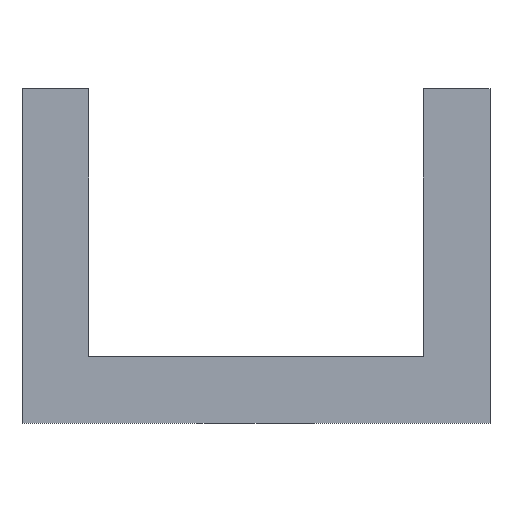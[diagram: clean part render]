
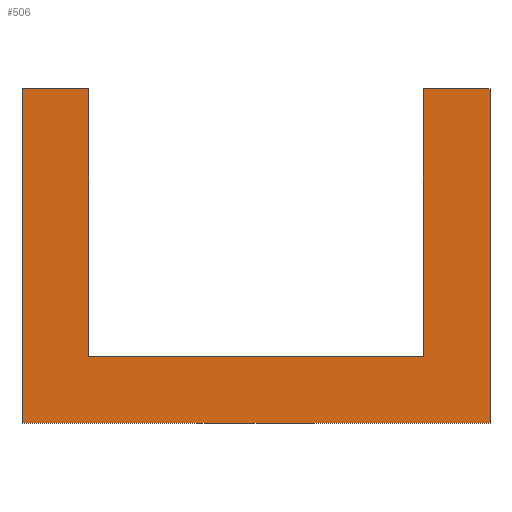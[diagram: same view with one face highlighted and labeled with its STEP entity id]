
A CAD part, front view. The second image highlights one B-rep face of the part: STEP entity #506.
In plain terms, the highlighted planar face has unit normal (0, -1, 0).
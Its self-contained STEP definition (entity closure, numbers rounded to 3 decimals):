
#31=PLANE('',#553);
#58=FACE_OUTER_BOUND('',#86,.T.);
#86=EDGE_LOOP('',(#410,#411,#412,#413,#414,#415,#416,#417));
#132=LINE('',#768,#195);
#136=LINE('',#777,#199);
#140=LINE('',#785,#203);
#141=LINE('',#787,#204);
#142=LINE('',#788,#205);
#143=LINE('',#790,#206);
#144=LINE('',#792,#207);
#145=LINE('',#793,#208);
#195=VECTOR('',#632,10.);
#199=VECTOR('',#638,10.);
#203=VECTOR('',#644,10.);
#204=VECTOR('',#645,10.);
#205=VECTOR('',#646,10.);
#206=VECTOR('',#647,10.);
#207=VECTOR('',#648,10.);
#208=VECTOR('',#649,10.);
#259=VERTEX_POINT('',#766);
#260=VERTEX_POINT('',#767);
#263=VERTEX_POINT('',#775);
#264=VERTEX_POINT('',#776);
#267=VERTEX_POINT('',#784);
#268=VERTEX_POINT('',#786);
#269=VERTEX_POINT('',#789);
#270=VERTEX_POINT('',#791);
#316=EDGE_CURVE('',#259,#260,#132,.T.);
#320=EDGE_CURVE('',#263,#264,#136,.T.);
#324=EDGE_CURVE('',#259,#267,#140,.T.);
#325=EDGE_CURVE('',#268,#267,#141,.T.);
#326=EDGE_CURVE('',#264,#268,#142,.T.);
#327=EDGE_CURVE('',#263,#269,#143,.T.);
#328=EDGE_CURVE('',#270,#269,#144,.T.);
#329=EDGE_CURVE('',#260,#270,#145,.T.);
#410=ORIENTED_EDGE('',*,*,#316,.F.);
#411=ORIENTED_EDGE('',*,*,#324,.T.);
#412=ORIENTED_EDGE('',*,*,#325,.F.);
#413=ORIENTED_EDGE('',*,*,#326,.F.);
#414=ORIENTED_EDGE('',*,*,#320,.F.);
#415=ORIENTED_EDGE('',*,*,#327,.T.);
#416=ORIENTED_EDGE('',*,*,#328,.F.);
#417=ORIENTED_EDGE('',*,*,#329,.F.);
#506=ADVANCED_FACE('',(#58),#31,.T.);
#553=AXIS2_PLACEMENT_3D('',#783,#642,#643);
#632=DIRECTION('',(-1.,0.,0.));
#638=DIRECTION('',(1.,0.,0.));
#642=DIRECTION('center_axis',(0.,-1.,0.));
#643=DIRECTION('ref_axis',(1.,0.,0.));
#644=DIRECTION('',(0.,0.,1.));
#645=DIRECTION('',(1.,0.,0.));
#646=DIRECTION('',(0.,0.,1.));
#647=DIRECTION('',(0.,0.,1.));
#648=DIRECTION('',(1.,0.,0.));
#649=DIRECTION('',(0.,0.,1.));
#766=CARTESIAN_POINT('',(70.,-10.,0.));
#767=CARTESIAN_POINT('',(-70.,-10.,0.));
#768=CARTESIAN_POINT('',(50.,-10.,0.));
#775=CARTESIAN_POINT('',(-50.,-10.,20.));
#776=CARTESIAN_POINT('',(50.,-10.,20.));
#777=CARTESIAN_POINT('',(50.,-10.,20.));
#783=CARTESIAN_POINT('Origin',(-50.,-10.,0.));
#784=CARTESIAN_POINT('',(70.,-10.,100.));
#785=CARTESIAN_POINT('',(70.,-10.,0.));
#786=CARTESIAN_POINT('',(50.,-10.,100.));
#787=CARTESIAN_POINT('',(70.,-10.,100.));
#788=CARTESIAN_POINT('',(50.,-10.,0.));
#789=CARTESIAN_POINT('',(-50.,-10.,100.));
#790=CARTESIAN_POINT('',(-50.,-10.,0.));
#791=CARTESIAN_POINT('',(-70.,-10.,100.));
#792=CARTESIAN_POINT('',(-50.,-10.,100.));
#793=CARTESIAN_POINT('',(-70.,-10.,0.));
